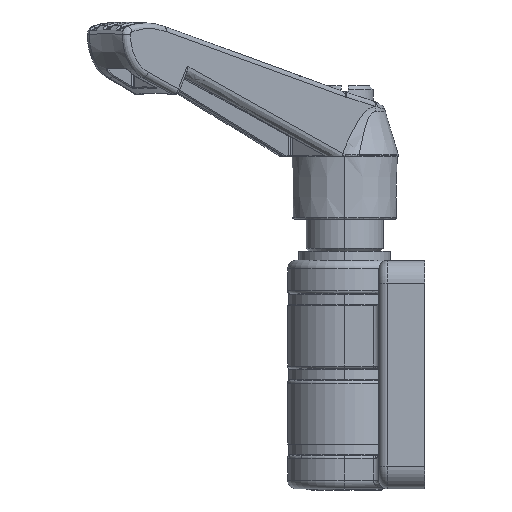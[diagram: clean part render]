
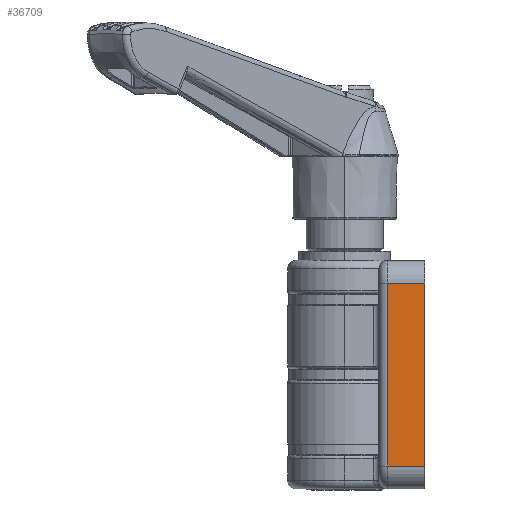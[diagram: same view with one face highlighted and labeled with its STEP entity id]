
A CAD part, left-side view. The second image highlights one B-rep face of the part: STEP entity #36709.
In plain terms, the highlighted planar face has unit normal (-1, 0, 0).
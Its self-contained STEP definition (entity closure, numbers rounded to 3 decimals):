
#1033 = PLANE ( 'NONE',  #31294 ) ;
#1469 = CARTESIAN_POINT ( 'NONE',  ( -37., -6., -20. ) ) ;
#2644 = DIRECTION ( 'NONE',  ( 0., 0., 1. ) ) ;
#2705 = CARTESIAN_POINT ( 'NONE',  ( -37., -14., -20. ) ) ;
#4422 = VECTOR ( 'NONE', #40494, 1000. ) ;
#6350 = DIRECTION ( 'NONE',  ( 0., 0., 1. ) ) ;
#8638 = EDGE_CURVE ( 'NONE', #22650, #20867, #20175, .T. ) ;
#11537 = CARTESIAN_POINT ( 'NONE',  ( -37., -7.5, -20. ) ) ;
#12825 = VECTOR ( 'NONE', #53619, 1000. ) ;
#14951 = CARTESIAN_POINT ( 'NONE',  ( -37., -7.5, -16. ) ) ;
#16557 = DIRECTION ( 'NONE',  ( 0., -1., 0. ) ) ;
#17939 = ORIENTED_EDGE ( 'NONE', *, *, #8638, .T. ) ;
#18687 = ORIENTED_EDGE ( 'NONE', *, *, #35817, .F. ) ;
#19855 = CARTESIAN_POINT ( 'NONE',  ( -37., 0., 16. ) ) ;
#20175 = LINE ( 'NONE', #2705, #57092 ) ;
#20867 = VERTEX_POINT ( 'NONE', #51024 ) ;
#22650 = VERTEX_POINT ( 'NONE', #24396 ) ;
#24396 = CARTESIAN_POINT ( 'NONE',  ( -37., -14., -16. ) ) ;
#28667 = FACE_OUTER_BOUND ( 'NONE', #57895, .T. ) ;
#30137 = ORIENTED_EDGE ( 'NONE', *, *, #46256, .T. ) ;
#31294 = AXIS2_PLACEMENT_3D ( 'NONE', #1469, #35404, #6350 ) ;
#35005 = ORIENTED_EDGE ( 'NONE', *, *, #51027, .F. ) ;
#35404 = DIRECTION ( 'NONE',  ( -1., 0., 0. ) ) ;
#35817 = EDGE_CURVE ( 'NONE', #55517, #20867, #49871, .T. ) ;
#36709 = ADVANCED_FACE ( 'NONE', ( #28667 ), #1033, .T. ) ;
#39353 = CARTESIAN_POINT ( 'NONE',  ( -37., -7.5, 16. ) ) ;
#40494 = DIRECTION ( 'NONE',  ( 0., 0., 1. ) ) ;
#40930 = LINE ( 'NONE', #50561, #53755 ) ;
#46256 = EDGE_CURVE ( 'NONE', #55012, #22650, #40930, .T. ) ;
#49871 = LINE ( 'NONE', #19855, #12825 ) ;
#50561 = CARTESIAN_POINT ( 'NONE',  ( -37., -6., -16. ) ) ;
#51024 = CARTESIAN_POINT ( 'NONE',  ( -37., -14., 16. ) ) ;
#51027 = EDGE_CURVE ( 'NONE', #55012, #55517, #54308, .T. ) ;
#53619 = DIRECTION ( 'NONE',  ( 0., -1., 0. ) ) ;
#53755 = VECTOR ( 'NONE', #16557, 1000. ) ;
#54308 = LINE ( 'NONE', #11537, #4422 ) ;
#55012 = VERTEX_POINT ( 'NONE', #14951 ) ;
#55517 = VERTEX_POINT ( 'NONE', #39353 ) ;
#57092 = VECTOR ( 'NONE', #2644, 1000. ) ;
#57895 = EDGE_LOOP ( 'NONE', ( #18687, #35005, #30137, #17939 ) ) ;
